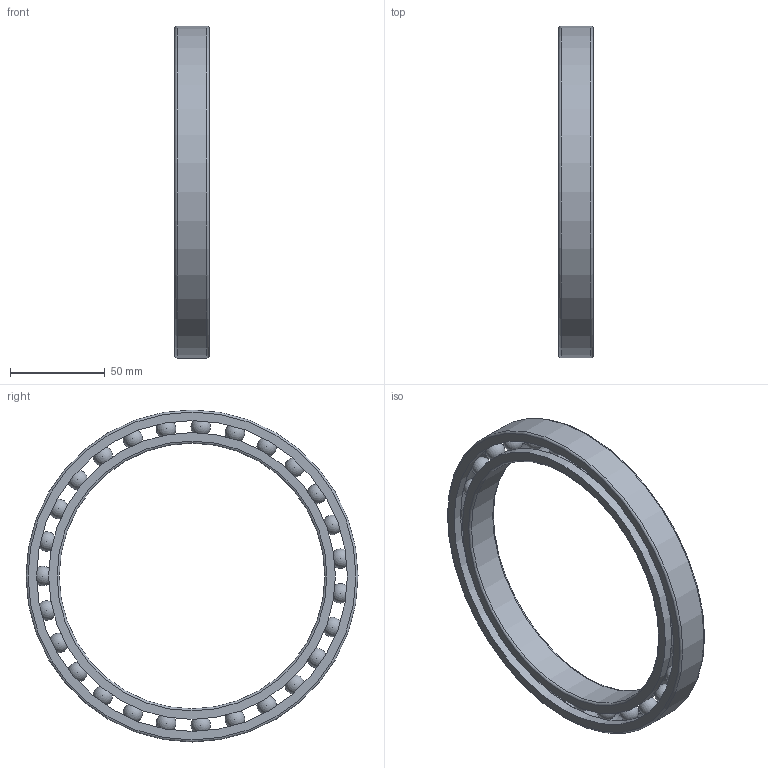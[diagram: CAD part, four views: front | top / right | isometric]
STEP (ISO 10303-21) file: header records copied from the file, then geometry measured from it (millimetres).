
FILE_DESCRIPTION(/* description */ ('STEP AP214'),/* implementation_level */ '2;1');
FILE_NAME(/* name */ '6828',/* time_stamp */ '2025-02-02T20:09:30+01:00',/* author */ ('License CC BY-ND 4.0'),/* organization */ ('CADENAS'),/* preprocessor_version */ 'ST-DEVELOPER v19.3',/* originating_system */ 'PARTsolutions',/* authorisation */ ' ');
FILE_SCHEMA (('AUTOMOTIVE_DESIGN {1 0 10303 214 3 1 1}'));
Length unit declared in the file: millimetre
Products named in the file (4): 6828; 6828 Inner Ring; 6828 Outer Ring; 6828 Ball
Assembly tree (29 placements, depth 2):
  6828
    6828 Inner Ring
    6828 Outer Ring
    6828 Ball  x27
Bounding box: 18 x 175 x 175 mm (x, y, z)
Volume: 102598.4 mm3; surface area: 56140.1 mm2
Topology: 29 solids, 29 shells, 43 faces, 109 edges, 70 vertices
Faces by surface type: sphere 27, torus 6, cylinder 6, plane 4
Full cylindrical faces by diameter (mm): 140 x1, 151.2 x2, 163.8 x2, 175 x1
Entity records: 655 total; most frequent: DIRECTION 126, CARTESIAN_POINT 80, AXIS2_PLACEMENT_3D 63, FACE_BOUND 33, PRODUCT_DEFINITION_SHAPE 33, ORIENTED_EDGE 32, EDGE_LOOP 32, CONTEXT_DEPENDENT_SHAPE_REPRESENTATION 29
